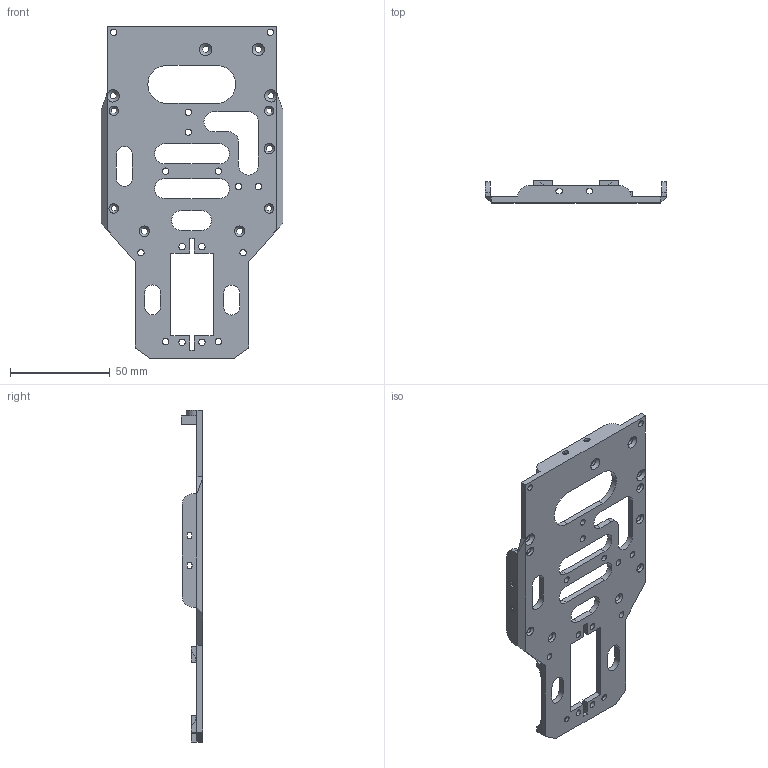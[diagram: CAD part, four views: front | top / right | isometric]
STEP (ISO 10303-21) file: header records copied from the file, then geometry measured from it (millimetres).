
FILE_DESCRIPTION(/* description */ (''),/* implementation_level */ '2;1');
FILE_NAME(/* name */ 'Top.step',/* time_stamp */ '2025-09-20T22:44:09+06:00',/* author */ (''),/* organization */ (''),/* preprocessor_version */ 'ST-DEVELOPER v20.1',/* originating_system */ 'Autodesk Translation Framework v14.17.0.0',/* authorisation */ '');
FILE_SCHEMA (('AUTOMOTIVE_DESIGN { 1 0 10303 214 3 1 1 }'));
Length unit declared in the file: millimetre
Products named in the file (1): Configuration 1
Bounding box: 90.88 x 11 x 166.41 mm (x, y, z)
Volume: 30895.4 mm3; surface area: 26046.5 mm2
Topology: 1 solids, 5 shells, 326 faces, 890 edges, 582 vertices
Faces by surface type: plane 240, cylinder 73, cone 13
Full cylindrical faces by diameter (mm): 2.7 x4, 3.2 x23, 6 x2
Entity records: 10408 total; most frequent: CARTESIAN_POINT 1807, ORIENTED_EDGE 1780, DIRECTION 1700, EDGE_CURVE 890, LINE 726, VECTOR 726, VERTEX_POINT 582, AXIS2_PLACEMENT_3D 487
